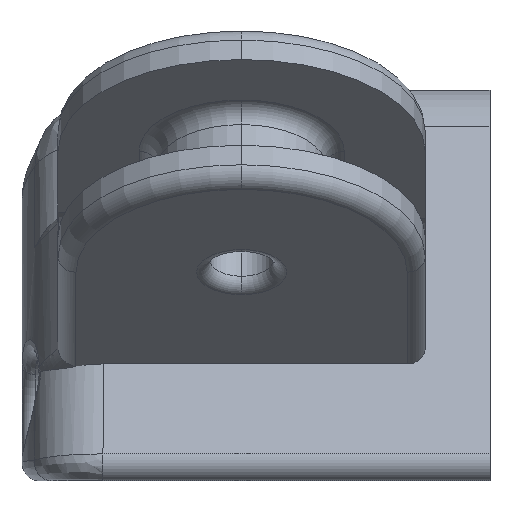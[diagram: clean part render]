
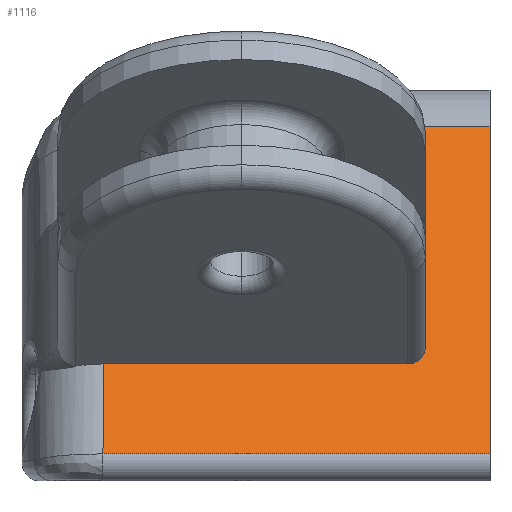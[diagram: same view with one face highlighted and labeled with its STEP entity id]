
A CAD part, front view. The second image highlights one B-rep face of the part: STEP entity #1116.
In plain terms, the highlighted planar face has unit normal (0, -0.866, 0.5).
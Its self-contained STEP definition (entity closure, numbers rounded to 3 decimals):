
#2 = VERTEX_POINT ( 'NONE', #6 ) ;
#6 = CARTESIAN_POINT ( 'NONE',  ( 26., -35.173, 9.7 ) ) ;
#12 = DIRECTION ( 'NONE',  ( 0., -0.5, -0.866 ) ) ;
#192 = AXIS2_PLACEMENT_3D ( 'NONE', #5849, #825, #12 ) ;
#216 = CARTESIAN_POINT ( 'NONE',  ( 4.5, -35.668, 8.844 ) ) ;
#224 = CARTESIAN_POINT ( 'NONE',  ( 22.4, -40.294, 0.83 ) ) ;
#231 = CARTESIAN_POINT ( 'NONE',  ( 4.5, -45.681, -8.5 ) ) ;
#241 = LINE ( 'NONE', #3929, #5684 ) ;
#264 = DIRECTION ( 'NONE',  ( -1., 0., 0. ) ) ;
#313 = EDGE_CURVE ( 'NONE', #3705, #1844, #512, .T. ) ;
#384 = LINE ( 'NONE', #1228, #550 ) ;
#451 = VECTOR ( 'NONE', #4472, 1000. ) ;
#512 = LINE ( 'NONE', #2356, #4309 ) ;
#549 = CARTESIAN_POINT ( 'NONE',  ( 4.721, -35.356, 9.383 ) ) ;
#550 = VECTOR ( 'NONE', #3073, 1000. ) ;
#588 = ORIENTED_EDGE ( 'NONE', *, *, #5467, .T. ) ;
#616 = CARTESIAN_POINT ( 'NONE',  ( 4.639, -35.412, 9.287 ) ) ;
#642 = CARTESIAN_POINT ( 'NONE',  ( 4.5, -35.668, 8.844 ) ) ;
#721 = LINE ( 'NONE', #2556, #749 ) ;
#749 = VECTOR ( 'NONE', #264, 1000. ) ;
#817 = ORIENTED_EDGE ( 'NONE', *, *, #1043, .F. ) ;
#825 = DIRECTION ( 'NONE',  ( 0., 0.866, -0.5 ) ) ;
#1043 = EDGE_CURVE ( 'NONE', #4610, #4853, #384, .T. ) ;
#1080 = DIRECTION ( 'NONE',  ( 0., 0.866, -0.5 ) ) ;
#1116 = ADVANCED_FACE ( 'NONE', ( #1373 ), #2443, .T. ) ;
#1145 = LINE ( 'NONE', #2904, #5200 ) ;
#1228 = CARTESIAN_POINT ( 'NONE',  ( 22.4, -50.026, -16.025 ) ) ;
#1241 = AXIS2_PLACEMENT_3D ( 'NONE', #1987, #1080, #3431 ) ;
#1322 = ORIENTED_EDGE ( 'NONE', *, *, #1780, .T. ) ;
#1324 = EDGE_CURVE ( 'NONE', #4300, #5679, #721, .T. ) ;
#1373 = FACE_OUTER_BOUND ( 'NONE', #2877, .T. ) ;
#1378 = CARTESIAN_POINT ( 'NONE',  ( 21.4, -37.794, 5.16 ) ) ;
#1417 = CARTESIAN_POINT ( 'NONE',  ( 5.555, -35.173, 9.7 ) ) ;
#1433 = CARTESIAN_POINT ( 'NONE',  ( 5.555, -35.173, 9.7 ) ) ;
#1695 = ORIENTED_EDGE ( 'NONE', *, *, #2019, .T. ) ;
#1719 = CIRCLE ( 'NONE', #1241, 1. ) ;
#1780 = EDGE_CURVE ( 'NONE', #3625, #3705, #1719, .T. ) ;
#1844 = VERTEX_POINT ( 'NONE', #3407 ) ;
#1987 = CARTESIAN_POINT ( 'NONE',  ( 21.4, -42.294, -2.634 ) ) ;
#2013 = ORIENTED_EDGE ( 'NONE', *, *, #2164, .T. ) ;
#2019 = EDGE_CURVE ( 'NONE', #3688, #5679, #2125, .T. ) ;
#2119 = ORIENTED_EDGE ( 'NONE', *, *, #313, .T. ) ;
#2125 = LINE ( 'NONE', #5008, #451 ) ;
#2164 = EDGE_CURVE ( 'NONE', #2, #4008, #4086, .T. ) ;
#2239 = CARTESIAN_POINT ( 'NONE',  ( 26., -35.173, 9.7 ) ) ;
#2334 = CARTESIAN_POINT ( 'NONE',  ( 4.5, -37.794, 5.16 ) ) ;
#2356 = CARTESIAN_POINT ( 'NONE',  ( 26., -42.794, -3.5 ) ) ;
#2443 = PLANE ( 'NONE',  #3628 ) ;
#2546 = CARTESIAN_POINT ( 'NONE',  ( 26., -45.681, -8.5 ) ) ;
#2556 = CARTESIAN_POINT ( 'NONE',  ( 26., -37.794, 5.16 ) ) ;
#2588 = VECTOR ( 'NONE', #5898, 1000. ) ;
#2813 = CARTESIAN_POINT ( 'NONE',  ( 4.529, -35.533, 9.077 ) ) ;
#2877 = EDGE_LOOP ( 'NONE', ( #3849, #5318, #588, #2013, #4144, #1695, #4089, #4497, #817, #4580, #1322, #2119 ) ) ;
#2885 = EDGE_CURVE ( 'NONE', #4300, #4853, #4246, .T. ) ;
#2904 = CARTESIAN_POINT ( 'NONE',  ( 4.5, -46.547, -10. ) ) ;
#3073 = DIRECTION ( 'NONE',  ( 0., 0.5, 0.866 ) ) ;
#3328 = EDGE_CURVE ( 'NONE', #1844, #5063, #1145, .T. ) ;
#3358 = CARTESIAN_POINT ( 'NONE',  ( 5.42, -35.173, 9.7 ) ) ;
#3407 = CARTESIAN_POINT ( 'NONE',  ( 4.5, -42.794, -3.5 ) ) ;
#3431 = DIRECTION ( 'NONE',  ( 0., -0.5, -0.866 ) ) ;
#3552 = CARTESIAN_POINT ( 'NONE',  ( 22.4, -50.026, -16.025 ) ) ;
#3611 = LINE ( 'NONE', #3552, #5115 ) ;
#3625 = VERTEX_POINT ( 'NONE', #4613 ) ;
#3628 = AXIS2_PLACEMENT_3D ( 'NONE', #5946, #5593, #5181 ) ;
#3688 = VERTEX_POINT ( 'NONE', #216 ) ;
#3705 = VERTEX_POINT ( 'NONE', #4773 ) ;
#3849 = ORIENTED_EDGE ( 'NONE', *, *, #3328, .T. ) ;
#3929 = CARTESIAN_POINT ( 'NONE',  ( 26., -45.681, -8.5 ) ) ;
#4008 = VERTEX_POINT ( 'NONE', #1433 ) ;
#4086 = LINE ( 'NONE', #2239, #2588 ) ;
#4089 = ORIENTED_EDGE ( 'NONE', *, *, #1324, .F. ) ;
#4144 = ORIENTED_EDGE ( 'NONE', *, *, #4546, .T. ) ;
#4203 = DIRECTION ( 'NONE',  ( -1., 0., 0. ) ) ;
#4244 = CARTESIAN_POINT ( 'NONE',  ( 4.5, -35.6, 8.961 ) ) ;
#4246 = CIRCLE ( 'NONE', #192, 1. ) ;
#4300 = VERTEX_POINT ( 'NONE', #1378 ) ;
#4309 = VECTOR ( 'NONE', #4203, 1000. ) ;
#4470 = EDGE_CURVE ( 'NONE', #5063, #4723, #241, .T. ) ;
#4472 = DIRECTION ( 'NONE',  ( 0., -0.5, -0.866 ) ) ;
#4497 = ORIENTED_EDGE ( 'NONE', *, *, #2885, .T. ) ;
#4546 = EDGE_CURVE ( 'NONE', #4008, #3688, #5498, .T. ) ;
#4580 = ORIENTED_EDGE ( 'NONE', *, *, #4900, .F. ) ;
#4610 = VERTEX_POINT ( 'NONE', #224 ) ;
#4613 = CARTESIAN_POINT ( 'NONE',  ( 22.4, -42.294, -2.634 ) ) ;
#4690 = CARTESIAN_POINT ( 'NONE',  ( 5.289, -35.185, 9.68 ) ) ;
#4723 = VERTEX_POINT ( 'NONE', #2546 ) ;
#4725 = CARTESIAN_POINT ( 'NONE',  ( 5.036, -35.231, 9.599 ) ) ;
#4755 = CARTESIAN_POINT ( 'NONE',  ( 4.918, -35.267, 9.538 ) ) ;
#4773 = CARTESIAN_POINT ( 'NONE',  ( 21.4, -42.794, -3.5 ) ) ;
#4792 = CARTESIAN_POINT ( 'NONE',  ( 26., -30.58, 17.655 ) ) ;
#4853 = VERTEX_POINT ( 'NONE', #4974 ) ;
#4900 = EDGE_CURVE ( 'NONE', #3625, #4610, #3611, .T. ) ;
#4974 = CARTESIAN_POINT ( 'NONE',  ( 22.4, -38.294, 4.294 ) ) ;
#4995 = DIRECTION ( 'NONE',  ( 0., 0.5, 0.866 ) ) ;
#5008 = CARTESIAN_POINT ( 'NONE',  ( 4.5, -37.794, 5.16 ) ) ;
#5063 = VERTEX_POINT ( 'NONE', #231 ) ;
#5115 = VECTOR ( 'NONE', #4995, 1000. ) ;
#5181 = DIRECTION ( 'NONE',  ( 0., -0.5, -0.866 ) ) ;
#5192 = DIRECTION ( 'NONE',  ( 0., -0.5, -0.866 ) ) ;
#5200 = VECTOR ( 'NONE', #5192, 1000. ) ;
#5239 = DIRECTION ( 'NONE',  ( 0., 0.5, 0.866 ) ) ;
#5305 = DIRECTION ( 'NONE',  ( 1., 0., 0. ) ) ;
#5317 = VECTOR ( 'NONE', #5239, 1000. ) ;
#5318 = ORIENTED_EDGE ( 'NONE', *, *, #4470, .T. ) ;
#5467 = EDGE_CURVE ( 'NONE', #4723, #2, #5763, .T. ) ;
#5498 = B_SPLINE_CURVE_WITH_KNOTS ( 'NONE', 3,
 ( #1417, #3358, #4690, #4725, #4755, #549, #616, #2813, #4244, #642 ),
 .UNSPECIFIED., .F., .F.,
 ( 4, 2, 2, 2, 4 ),
 ( 0., 0., 0.001, 0.001, 0.002 ),
 .UNSPECIFIED. ) ;
#5593 = DIRECTION ( 'NONE',  ( 0., -0.866, 0.5 ) ) ;
#5679 = VERTEX_POINT ( 'NONE', #2334 ) ;
#5684 = VECTOR ( 'NONE', #5305, 1000. ) ;
#5763 = LINE ( 'NONE', #4792, #5317 ) ;
#5849 = CARTESIAN_POINT ( 'NONE',  ( 21.4, -38.294, 4.294 ) ) ;
#5898 = DIRECTION ( 'NONE',  ( -1., 0., 0. ) ) ;
#5946 = CARTESIAN_POINT ( 'NONE',  ( 26., -30.58, 17.655 ) ) ;
